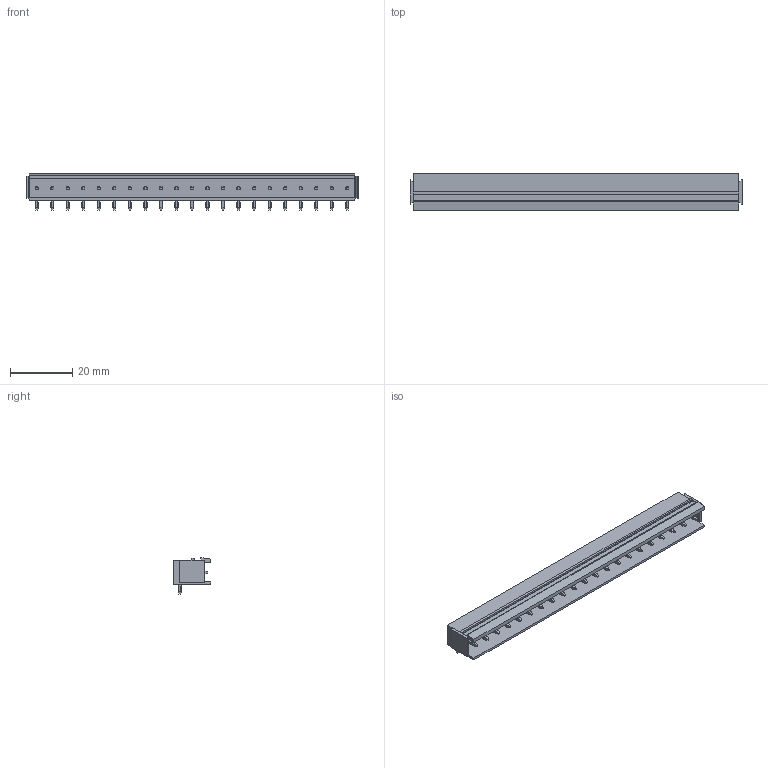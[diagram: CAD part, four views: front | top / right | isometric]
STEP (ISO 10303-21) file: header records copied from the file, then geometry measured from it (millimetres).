
FILE_DESCRIPTION(('CATIA V5 STEP Exchange','CAx-IF Rec.Pracs.--- Model Styling and Organization---1.2---2011-12-15'),'2;1');
FILE_NAME ('D1452932_0_1581050000_1581050000.stp','2018-10-13T04:25:07+00:00',('none'),('Weidmueller'),'CATIA Version 5-6 Release 2014','CATIA V5 STEP AP214','none');
FILE_SCHEMA(('AUTOMOTIVE_DESIGN { 1 0 10303 214 1 1 1 1 }'));
Length unit declared in the file: millimetre
Products named in the file (1): 1581050000
Bounding box: 107 x 12 x 11.7 mm (x, y, z)
Volume: 4803.2 mm3; surface area: 8041.5 mm2
Topology: 22 solids, 22 shells, 845 faces, 2223 edges, 1422 vertices
Faces by surface type: plane 507, cylinder 338
Entity records: 23354 total; most frequent: CARTESIAN_POINT 5630, ORIENTED_EDGE 4446, EDGE_CURVE 2217, DIRECTION 2209, VERTEX_POINT 1414, VECTOR 1373, LINE 1373, EDGE_LOOP 887
